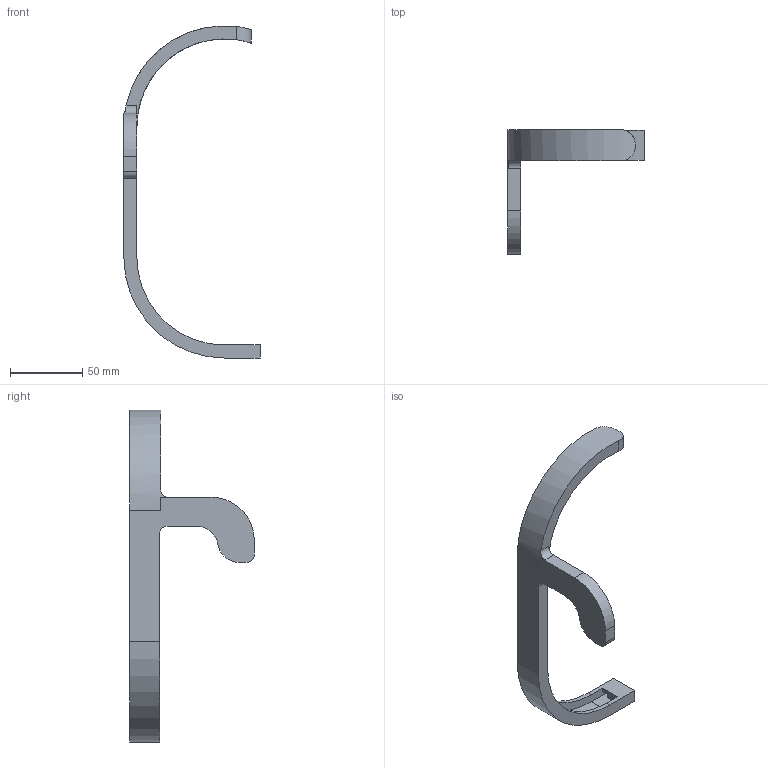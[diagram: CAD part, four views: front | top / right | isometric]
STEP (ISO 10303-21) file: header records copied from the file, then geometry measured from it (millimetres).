
FILE_DESCRIPTION(/* description */ (''),/* implementation_level */ '2;1');
FILE_NAME(/* name */ 'left-whole.step',/* time_stamp */ '2017-11-29T10:35:33-08:00',/* author */ (''),/* organization */ (''),/* preprocessor_version */ 'ST-DEVELOPER v16.13',/* originating_system */ 'Autodesk Translation Framework v6.5.0.72',/* authorisation */ '');
FILE_SCHEMA (('AUTOMOTIVE_DESIGN { 1 0 10303 214 3 1 1 }'));
Length unit declared in the file: millimetre
Products named in the file (1): headset_amir
Bounding box: 94.2 x 86.18 x 229.61 mm (x, y, z)
Volume: 42923 mm3; surface area: 30684.3 mm2
Topology: 1 solids, 1 shells, 52 faces, 153 edges, 102 vertices
Faces by surface type: plane 29, cylinder 23
Entity records: 1844 total; most frequent: CARTESIAN_POINT 403, ORIENTED_EDGE 306, DIRECTION 289, EDGE_CURVE 153, VERTEX_POINT 102, LINE 101, VECTOR 101, AXIS2_PLACEMENT_3D 94
